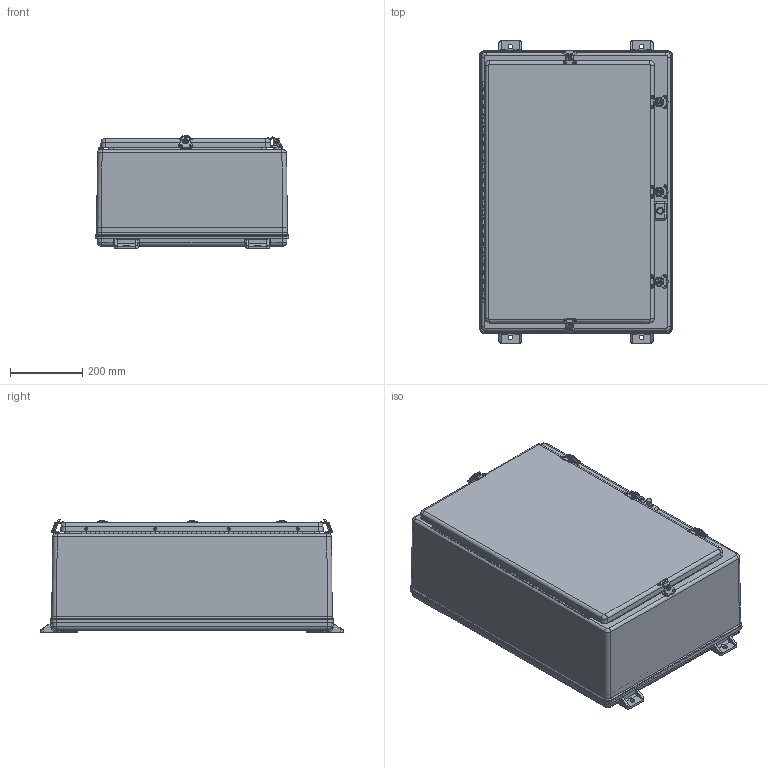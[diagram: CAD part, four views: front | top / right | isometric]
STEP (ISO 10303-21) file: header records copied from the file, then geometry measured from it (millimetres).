
FILE_DESCRIPTION (( 'STEP AP214' ), '1' );
FILE_NAME ('T302010HWT.STEP', '2018-11-08T13:41:38', ( '' ), ( '' ), 'SwSTEP 2.0', 'SolidWorks 2018', '' );
FILE_SCHEMA (( 'AUTOMOTIVE_DESIGN' ));
Length unit declared in the file: inch
Products named in the file (1): T302010HWT
Bounding box: 533.4 x 834.23 x 310.91 mm (x, y, z)
Volume: 8530260.8 mm3; surface area: 3564475.5 mm2
Topology: 63 solids, 63 shells, 1747 faces, 4242 edges, 2601 vertices
Faces by surface type: cylinder 702, plane 659, bspline 306, torus 44, cone 36
Full cylindrical faces by diameter (mm): 1.587 x6, 1.588 x14, 1.651 x8, 3.175 x49, 3.302 x54, 3.429 x10, 3.5 x10, 3.556 x20, 3.969 x10, 4.763 x10, 5.08 x10, 5.105 x1, 5.11 x1, 6.35 x1, 7.544 x8, 8.64 x2, 10.312 x1, 12.954 x2, 12.959 x2, 14.3 x4
Entity records: 87352 total; most frequent: CARTESIAN_POINT 25506, ORIENTED_EDGE 7684, DIRECTION 7572, EDGE_CURVE 3842, AXIS2_PLACEMENT_3D 2848, VERTEX_POINT 2557, EDGE_LOOP 2427, FACE_OUTER_BOUND 2033
